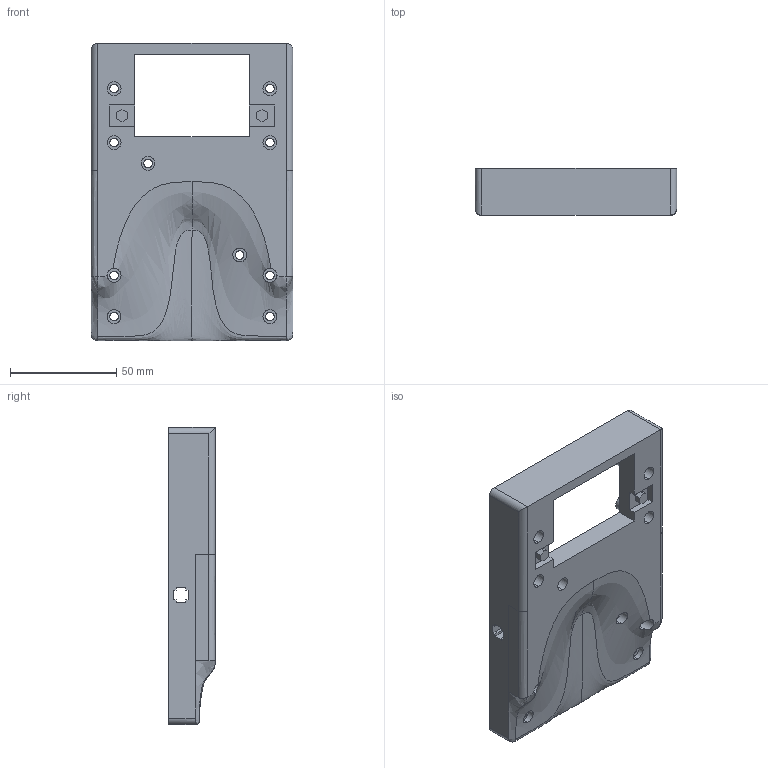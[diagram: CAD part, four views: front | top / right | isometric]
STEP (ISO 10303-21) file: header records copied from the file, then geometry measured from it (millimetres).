
FILE_DESCRIPTION (( 'STEP AP214' ), '1' );
FILE_NAME ('back shell v1.STEP', '2024-09-06T19:14:55', ( '' ), ( '' ), 'SwSTEP 2.0', 'SolidWorks 2023', '' );
FILE_SCHEMA (( 'AUTOMOTIVE_DESIGN' ));
Length unit declared in the file: millimetre
Products named in the file (1): back shell v1
Bounding box: 95 x 22 x 140 mm (x, y, z)
Volume: 114150.7 mm3; surface area: 42289 mm2
Topology: 1 solids, 1 shells, 162 faces, 432 edges, 288 vertices
Faces by surface type: plane 82, cylinder 70, bspline 10
Entity records: 12815 total; most frequent: CARTESIAN_POINT 8753, ORIENTED_EDGE 860, DIRECTION 787, EDGE_CURVE 430, VERTEX_POINT 288, AXIS2_PLACEMENT_3D 271, VECTOR 245, LINE 245
